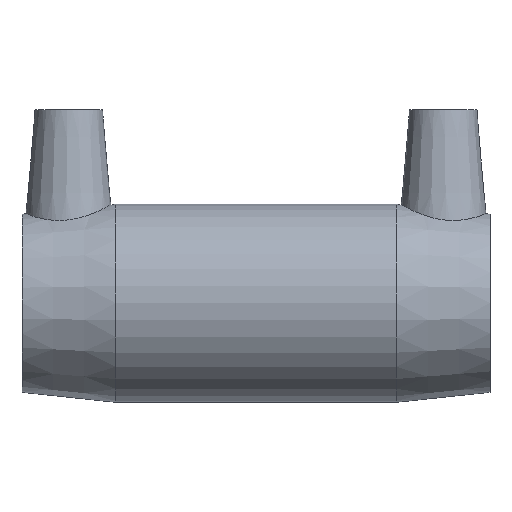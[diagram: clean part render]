
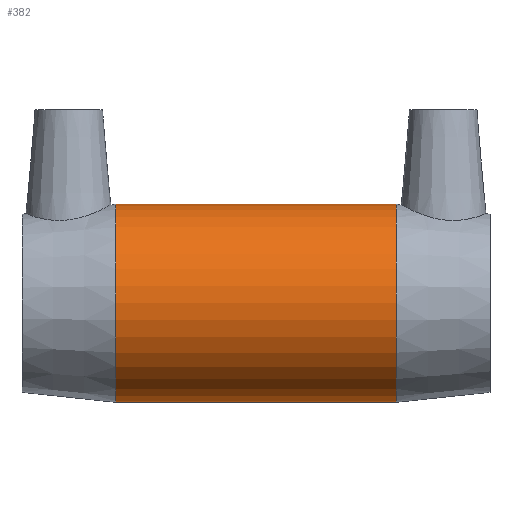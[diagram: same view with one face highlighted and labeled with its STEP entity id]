
A CAD part, top view. The second image highlights one B-rep face of the part: STEP entity #382.
In plain terms, the highlighted cylindrical face has radius 22 mm (diameter 44 mm), a full revolution.
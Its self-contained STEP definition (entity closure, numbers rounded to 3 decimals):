
#34=FACE_BOUND('',#135,.T.);
#35=FACE_BOUND('',#136,.T.);
#56=B_SPLINE_CURVE_WITH_KNOTS('',3,(#671,#672,#673,#674,#675,#676,#677,
#678,#679,#680,#681,#682,#683,#684,#685,#686,#687,#688,#689,#690,#691,#692,
#693,#694,#695,#696,#697,#698,#699,#700,#701,#702,#703,#704,#705,#706,#707,
#708,#709,#710,#711,#712,#713,#714,#715,#716,#717,#718,#719,#720,#721,#722,
#723,#724,#725,#726,#727,#728),.UNSPECIFIED.,.T.,.F.,(4,2,2,2,2,2,2,2,2,
2,2,2,2,2,2,2,2,2,2,2,2,2,2,2,2,2,2,2,4),(0.,0.32,0.64,
1.281,1.595,1.91,2.224,2.539,
2.853,3.168,3.483,3.797,4.438,
4.758,5.078,5.398,5.718,6.359,
6.673,6.988,7.302,7.617,7.931,
8.246,8.56,8.875,9.515,9.836,
10.156),.UNSPECIFIED.);
#65=CYLINDRICAL_SURFACE('',#431,22.);
#88=FACE_OUTER_BOUND('',#134,.T.);
#134=EDGE_LOOP('',(#311));
#135=EDGE_LOOP('',(#312));
#136=EDGE_LOOP('',(#313));
#184=CIRCLE('',#432,22.);
#185=CIRCLE('',#433,22.);
#210=VERTEX_POINT('',#670);
#223=VERTEX_POINT('',#833);
#224=VERTEX_POINT('',#835);
#247=EDGE_CURVE('',#210,#210,#56,.T.);
#260=EDGE_CURVE('',#223,#223,#184,.T.);
#261=EDGE_CURVE('',#224,#224,#185,.T.);
#311=ORIENTED_EDGE('',*,*,#260,.F.);
#312=ORIENTED_EDGE('',*,*,#247,.T.);
#313=ORIENTED_EDGE('',*,*,#261,.T.);
#382=ADVANCED_FACE('',(#88,#34,#35),#65,.T.);
#431=AXIS2_PLACEMENT_3D('',#832,#529,#530);
#432=AXIS2_PLACEMENT_3D('',#834,#531,#532);
#433=AXIS2_PLACEMENT_3D('',#836,#533,#534);
#529=DIRECTION('center_axis',(1.,0.,0.));
#530=DIRECTION('ref_axis',(0.,1.,0.));
#531=DIRECTION('center_axis',(1.,0.,0.));
#532=DIRECTION('ref_axis',(0.,0.,-1.));
#533=DIRECTION('center_axis',(1.,0.,0.));
#534=DIRECTION('ref_axis',(0.,0.,-1.));
#670=CARTESIAN_POINT('',(0.,-16.,-15.1));
#671=CARTESIAN_POINT('Ctrl Pts',(0.,-16.,-15.1));
#672=CARTESIAN_POINT('Ctrl Pts',(1.067,-16.,-15.1));
#673=CARTESIAN_POINT('Ctrl Pts',(2.143,-15.892,-15.216));
#674=CARTESIAN_POINT('Ctrl Pts',(4.242,-15.465,-15.651));
#675=CARTESIAN_POINT('Ctrl Pts',(5.266,-15.145,-15.966));
#676=CARTESIAN_POINT('Ctrl Pts',(8.183,-13.91,-17.08));
#677=CARTESIAN_POINT('Ctrl Pts',(9.924,-12.703,-18.035));
#678=CARTESIAN_POINT('Ctrl Pts',(11.996,-10.631,-19.277));
#679=CARTESIAN_POINT('Ctrl Pts',(12.646,-9.856,-19.691));
#680=CARTESIAN_POINT('Ctrl Pts',(13.806,-8.152,-20.455));
#681=CARTESIAN_POINT('Ctrl Pts',(14.317,-7.223,-20.806));
#682=CARTESIAN_POINT('Ctrl Pts',(15.148,-5.261,-21.386));
#683=CARTESIAN_POINT('Ctrl Pts',(15.469,-4.226,-21.616));
#684=CARTESIAN_POINT('Ctrl Pts',(15.895,-2.12,-21.923));
#685=CARTESIAN_POINT('Ctrl Pts',(16.,-1.048,-22.));
#686=CARTESIAN_POINT('Ctrl Pts',(16.,1.048,-22.));
#687=CARTESIAN_POINT('Ctrl Pts',(15.895,2.12,-21.923));
#688=CARTESIAN_POINT('Ctrl Pts',(15.469,4.226,-21.616));
#689=CARTESIAN_POINT('Ctrl Pts',(15.148,5.261,-21.386));
#690=CARTESIAN_POINT('Ctrl Pts',(14.317,7.223,-20.806));
#691=CARTESIAN_POINT('Ctrl Pts',(13.806,8.152,-20.455));
#692=CARTESIAN_POINT('Ctrl Pts',(12.646,9.856,-19.691));
#693=CARTESIAN_POINT('Ctrl Pts',(11.996,10.631,-19.277));
#694=CARTESIAN_POINT('Ctrl Pts',(9.924,12.703,-18.035));
#695=CARTESIAN_POINT('Ctrl Pts',(8.183,13.91,-17.08));
#696=CARTESIAN_POINT('Ctrl Pts',(5.266,15.145,-15.966));
#697=CARTESIAN_POINT('Ctrl Pts',(4.242,15.465,-15.651));
#698=CARTESIAN_POINT('Ctrl Pts',(2.143,15.892,-15.216));
#699=CARTESIAN_POINT('Ctrl Pts',(1.067,16.,-15.1));
#700=CARTESIAN_POINT('Ctrl Pts',(-1.067,16.,-15.1));
#701=CARTESIAN_POINT('Ctrl Pts',(-2.143,15.892,-15.216));
#702=CARTESIAN_POINT('Ctrl Pts',(-4.242,15.465,-15.651));
#703=CARTESIAN_POINT('Ctrl Pts',(-5.266,15.145,-15.966));
#704=CARTESIAN_POINT('Ctrl Pts',(-8.183,13.91,-17.08));
#705=CARTESIAN_POINT('Ctrl Pts',(-9.924,12.703,-18.035));
#706=CARTESIAN_POINT('Ctrl Pts',(-11.996,10.631,-19.277));
#707=CARTESIAN_POINT('Ctrl Pts',(-12.646,9.856,-19.691));
#708=CARTESIAN_POINT('Ctrl Pts',(-13.806,8.152,-20.455));
#709=CARTESIAN_POINT('Ctrl Pts',(-14.317,7.223,-20.806));
#710=CARTESIAN_POINT('Ctrl Pts',(-15.148,5.261,-21.386));
#711=CARTESIAN_POINT('Ctrl Pts',(-15.469,4.226,-21.616));
#712=CARTESIAN_POINT('Ctrl Pts',(-15.895,2.12,-21.923));
#713=CARTESIAN_POINT('Ctrl Pts',(-16.,1.048,-22.));
#714=CARTESIAN_POINT('Ctrl Pts',(-16.,-1.048,-22.));
#715=CARTESIAN_POINT('Ctrl Pts',(-15.895,-2.12,-21.923));
#716=CARTESIAN_POINT('Ctrl Pts',(-15.469,-4.226,-21.616));
#717=CARTESIAN_POINT('Ctrl Pts',(-15.148,-5.261,-21.386));
#718=CARTESIAN_POINT('Ctrl Pts',(-14.317,-7.223,-20.806));
#719=CARTESIAN_POINT('Ctrl Pts',(-13.806,-8.152,-20.455));
#720=CARTESIAN_POINT('Ctrl Pts',(-12.646,-9.856,-19.691));
#721=CARTESIAN_POINT('Ctrl Pts',(-11.996,-10.631,-19.277));
#722=CARTESIAN_POINT('Ctrl Pts',(-9.924,-12.703,-18.035));
#723=CARTESIAN_POINT('Ctrl Pts',(-8.183,-13.91,-17.08));
#724=CARTESIAN_POINT('Ctrl Pts',(-5.266,-15.145,-15.966));
#725=CARTESIAN_POINT('Ctrl Pts',(-4.242,-15.465,-15.651));
#726=CARTESIAN_POINT('Ctrl Pts',(-2.143,-15.892,-15.216));
#727=CARTESIAN_POINT('Ctrl Pts',(-1.067,-16.,-15.1));
#728=CARTESIAN_POINT('Ctrl Pts',(0.,-16.,-15.1));
#832=CARTESIAN_POINT('Origin',(0.,0.,0.));
#833=CARTESIAN_POINT('',(31.2,22.,0.));
#834=CARTESIAN_POINT('Origin',(31.2,0.,0.));
#835=CARTESIAN_POINT('',(-31.2,22.,0.));
#836=CARTESIAN_POINT('Origin',(-31.2,0.,0.));
